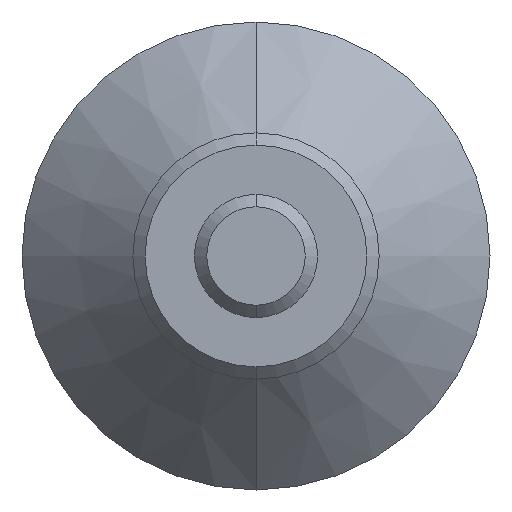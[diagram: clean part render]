
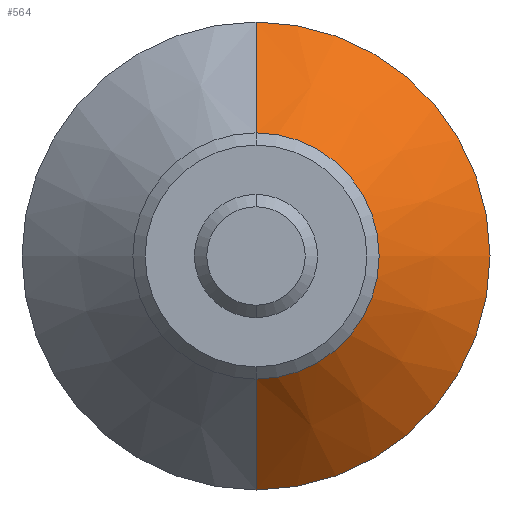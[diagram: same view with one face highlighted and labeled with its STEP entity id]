
A CAD part, front view. The second image highlights one B-rep face of the part: STEP entity #564.
In plain terms, the highlighted conical face has half-angle 45 degrees and reference radius 1.9 mm.
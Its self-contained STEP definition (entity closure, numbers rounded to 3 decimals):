
#18 = AXIS2_PLACEMENT_3D ( 'NONE', #339, #332, #428 ) ;
#21 = CARTESIAN_POINT ( 'NONE',  ( 0., 3.8, -1. ) ) ;
#25 = AXIS2_PLACEMENT_3D ( 'NONE', #60, #144, #501 ) ;
#54 = CARTESIAN_POINT ( 'NONE',  ( 0., 4.7, -1.9 ) ) ;
#60 = CARTESIAN_POINT ( 'NONE',  ( 0., 4.7, 0. ) ) ;
#144 = DIRECTION ( 'NONE',  ( 0., 1., 0. ) ) ;
#151 = LINE ( 'NONE', #54, #186 ) ;
#153 = DIRECTION ( 'NONE',  ( 0., 0.707, 0.707 ) ) ;
#161 = ORIENTED_EDGE ( 'NONE', *, *, #224, .T. ) ;
#186 = VECTOR ( 'NONE', #319, 1000. ) ;
#189 = CARTESIAN_POINT ( 'NONE',  ( 0., 4.7, 1.9 ) ) ;
#197 = VECTOR ( 'NONE', #153, 1000. ) ;
#213 = DIRECTION ( 'NONE',  ( 0., 1., 0. ) ) ;
#215 = VERTEX_POINT ( 'NONE', #277 ) ;
#224 = EDGE_CURVE ( 'NONE', #340, #215, #151, .T. ) ;
#236 = VERTEX_POINT ( 'NONE', #189 ) ;
#259 = AXIS2_PLACEMENT_3D ( 'NONE', #477, #213, #475 ) ;
#277 = CARTESIAN_POINT ( 'NONE',  ( 0., 4.7, -1.9 ) ) ;
#279 = CONICAL_SURFACE ( 'NONE', #25, 1.9, 0.785 ) ;
#298 = CIRCLE ( 'NONE', #18, 1. ) ;
#299 = CARTESIAN_POINT ( 'NONE',  ( 0., 3.8, 1. ) ) ;
#310 = EDGE_CURVE ( 'NONE', #342, #236, #575, .T. ) ;
#319 = DIRECTION ( 'NONE',  ( 0., 0.707, -0.707 ) ) ;
#329 = EDGE_CURVE ( 'NONE', #342, #340, #298, .T. ) ;
#332 = DIRECTION ( 'NONE',  ( 0., 1., 0. ) ) ;
#339 = CARTESIAN_POINT ( 'NONE',  ( 0., 3.8, 0. ) ) ;
#340 = VERTEX_POINT ( 'NONE', #21 ) ;
#341 = CARTESIAN_POINT ( 'NONE',  ( 0., 4.7, 1.9 ) ) ;
#342 = VERTEX_POINT ( 'NONE', #299 ) ;
#370 = ORIENTED_EDGE ( 'NONE', *, *, #310, .F. ) ;
#377 = EDGE_CURVE ( 'NONE', #236, #215, #400, .T. ) ;
#395 = ORIENTED_EDGE ( 'NONE', *, *, #377, .F. ) ;
#400 = CIRCLE ( 'NONE', #259, 1.9 ) ;
#428 = DIRECTION ( 'NONE',  ( 0., 0., 1. ) ) ;
#439 = EDGE_LOOP ( 'NONE', ( #478, #161, #395, #370 ) ) ;
#475 = DIRECTION ( 'NONE',  ( 0., 0., 1. ) ) ;
#477 = CARTESIAN_POINT ( 'NONE',  ( 0., 4.7, 0. ) ) ;
#478 = ORIENTED_EDGE ( 'NONE', *, *, #329, .T. ) ;
#501 = DIRECTION ( 'NONE',  ( 0., 0., 1. ) ) ;
#554 = FACE_OUTER_BOUND ( 'NONE', #439, .T. ) ;
#564 = ADVANCED_FACE ( 'NONE', ( #554 ), #279, .T. ) ;
#575 = LINE ( 'NONE', #341, #197 ) ;
